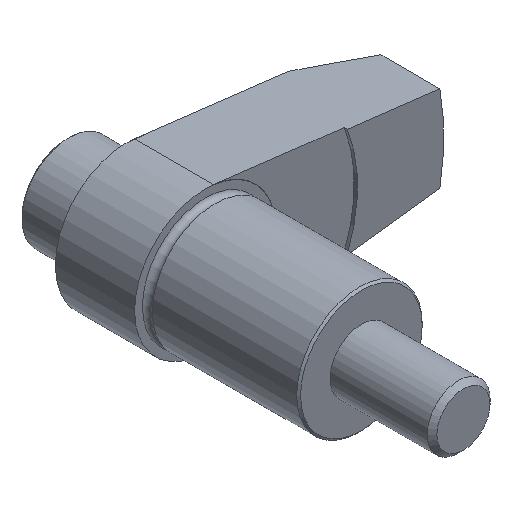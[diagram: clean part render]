
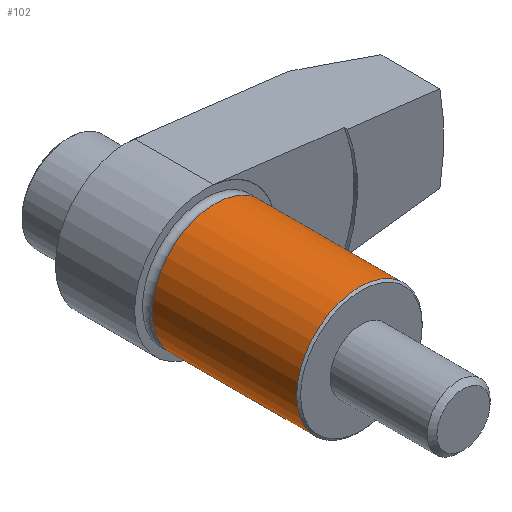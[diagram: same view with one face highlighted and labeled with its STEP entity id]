
A CAD part, isometric view. The second image highlights one B-rep face of the part: STEP entity #102.
In plain terms, the highlighted cylindrical face has radius 16 mm (diameter 32 mm), a full revolution.
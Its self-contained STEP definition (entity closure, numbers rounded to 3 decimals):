
#102 = ADVANCED_FACE( '', ( #215, #216 ), #217, .T. );
#215 = FACE_OUTER_BOUND( '', #327, .T. );
#216 = FACE_OUTER_BOUND( '', #328, .T. );
#217 = CYLINDRICAL_SURFACE( '', #329, 16. );
#327 = EDGE_LOOP( '', ( #536 ) );
#328 = EDGE_LOOP( '', ( #537 ) );
#329 = AXIS2_PLACEMENT_3D( '', #538, #539, #540 );
#536 = ORIENTED_EDGE( '', *, *, #632, .F. );
#537 = ORIENTED_EDGE( '', *, *, #634, .T. );
#538 = CARTESIAN_POINT( '', ( 0., 36., 0. ) );
#539 = DIRECTION( '', ( 0., -1., 0. ) );
#540 = DIRECTION( '', ( -1., 0., 0. ) );
#632 = EDGE_CURVE( '', #749, #749, #750, .T. );
#634 = EDGE_CURVE( '', #752, #752, #753, .T. );
#749 = VERTEX_POINT( '', #901 );
#750 = CIRCLE( '', #902, 16. );
#752 = VERTEX_POINT( '', #904 );
#753 = CIRCLE( '', #905, 16. );
#901 = CARTESIAN_POINT( '', ( -16., -1.7, 0. ) );
#902 = AXIS2_PLACEMENT_3D( '', #1010, #1011, #1012 );
#904 = CARTESIAN_POINT( '', ( -16., -38.5, 0. ) );
#905 = AXIS2_PLACEMENT_3D( '', #1013, #1014, #1015 );
#1010 = CARTESIAN_POINT( '', ( 0., -1.7, 0. ) );
#1011 = DIRECTION( '', ( 0., 1., 0. ) );
#1012 = DIRECTION( '', ( -1., 0., 0. ) );
#1013 = CARTESIAN_POINT( '', ( 0., -38.5, 0. ) );
#1014 = DIRECTION( '', ( 0., 1., 0. ) );
#1015 = DIRECTION( '', ( -1., 0., 0. ) );
